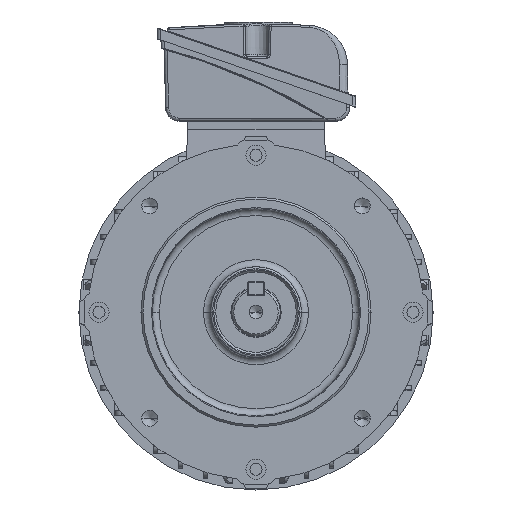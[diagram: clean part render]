
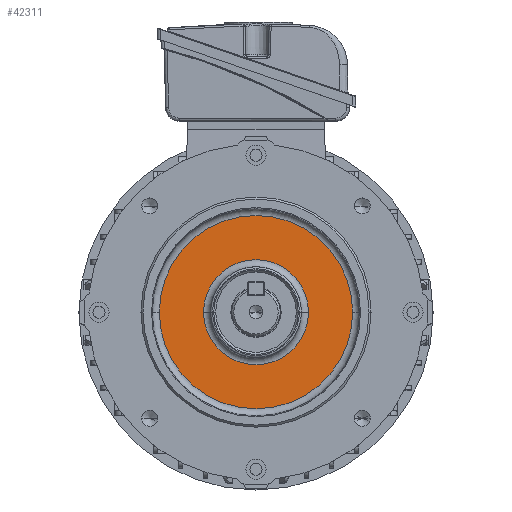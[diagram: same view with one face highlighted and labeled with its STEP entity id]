
A CAD part, top view. The second image highlights one B-rep face of the part: STEP entity #42311.
In plain terms, the highlighted planar face has unit normal (0, 0, 1).
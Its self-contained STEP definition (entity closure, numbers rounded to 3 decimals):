
#6 = CIRCLE ( 'NONE', #9055, 48.018 ) ;
#72 = CARTESIAN_POINT ( 'NONE',  ( 0., 0., 0. ) ) ;
#584 = DIRECTION ( 'NONE',  ( 1., 0., 0. ) ) ;
#817 = VERTEX_POINT ( 'NONE', #34188 ) ;
#4068 = DIRECTION ( 'NONE',  ( 0., 0., 1. ) ) ;
#4625 = DIRECTION ( 'NONE',  ( 0., 0., -1. ) ) ;
#5422 = CARTESIAN_POINT ( 'NONE',  ( 0., 0., 0. ) ) ;
#6604 = CIRCLE ( 'NONE', #35216, 48.018 ) ;
#7379 = ORIENTED_EDGE ( 'NONE', *, *, #45183, .F. ) ;
#7569 = VERTEX_POINT ( 'NONE', #33401 ) ;
#8085 = PLANE ( 'NONE',  #17086 ) ;
#8399 = EDGE_CURVE ( 'NONE', #13682, #817, #6, .T. ) ;
#8835 = FACE_OUTER_BOUND ( 'NONE', #25775, .T. ) ;
#8932 = ORIENTED_EDGE ( 'NONE', *, *, #8399, .T. ) ;
#9055 = AXIS2_PLACEMENT_3D ( 'NONE', #38436, #4068, #42424 ) ;
#9556 = EDGE_CURVE ( 'NONE', #817, #13682, #6604, .T. ) ;
#10574 = EDGE_LOOP ( 'NONE', ( #7379, #16126 ) ) ;
#12594 = FACE_BOUND ( 'NONE', #10574, .T. ) ;
#12828 = EDGE_CURVE ( 'NONE', #7569, #37922, #33775, .T. ) ;
#13682 = VERTEX_POINT ( 'NONE', #21021 ) ;
#13993 = AXIS2_PLACEMENT_3D ( 'NONE', #5422, #39276, #36281 ) ;
#14786 = DIRECTION ( 'NONE',  ( 1., 0., 0. ) ) ;
#16126 = ORIENTED_EDGE ( 'NONE', *, *, #12828, .F. ) ;
#16233 = ORIENTED_EDGE ( 'NONE', *, *, #9556, .T. ) ;
#17086 = AXIS2_PLACEMENT_3D ( 'NONE', #42970, #4625, #19531 ) ;
#17875 = AXIS2_PLACEMENT_3D ( 'NONE', #18977, #45693, #14786 ) ;
#18977 = CARTESIAN_POINT ( 'NONE',  ( 0., 0., 0. ) ) ;
#19531 = DIRECTION ( 'NONE',  ( -1., 0., 0. ) ) ;
#21021 = CARTESIAN_POINT ( 'NONE',  ( 48.018, 0., 0. ) ) ;
#25775 = EDGE_LOOP ( 'NONE', ( #8932, #16233 ) ) ;
#33401 = CARTESIAN_POINT ( 'NONE',  ( -26.083, 0., 0. ) ) ;
#33775 = CIRCLE ( 'NONE', #17875, 26.083 ) ;
#34177 = DIRECTION ( 'NONE',  ( 0., 0., 1. ) ) ;
#34188 = CARTESIAN_POINT ( 'NONE',  ( -48.018, 0., 0. ) ) ;
#35216 = AXIS2_PLACEMENT_3D ( 'NONE', #72, #34177, #584 ) ;
#35468 = CIRCLE ( 'NONE', #13993, 26.083 ) ;
#36281 = DIRECTION ( 'NONE',  ( 1., 0., 0. ) ) ;
#37922 = VERTEX_POINT ( 'NONE', #43235 ) ;
#38436 = CARTESIAN_POINT ( 'NONE',  ( 0., 0., 0. ) ) ;
#39276 = DIRECTION ( 'NONE',  ( 0., 0., 1. ) ) ;
#42311 = ADVANCED_FACE ( 'NONE', ( #12594, #8835 ), #8085, .F. ) ;
#42424 = DIRECTION ( 'NONE',  ( 1., 0., 0. ) ) ;
#42970 = CARTESIAN_POINT ( 'NONE',  ( 0., 26.083, 0. ) ) ;
#43235 = CARTESIAN_POINT ( 'NONE',  ( 26.083, 0., 0. ) ) ;
#45183 = EDGE_CURVE ( 'NONE', #37922, #7569, #35468, .T. ) ;
#45693 = DIRECTION ( 'NONE',  ( 0., 0., 1. ) ) ;
